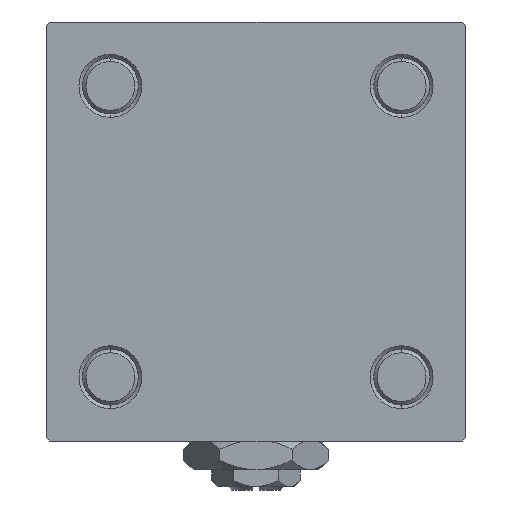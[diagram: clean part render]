
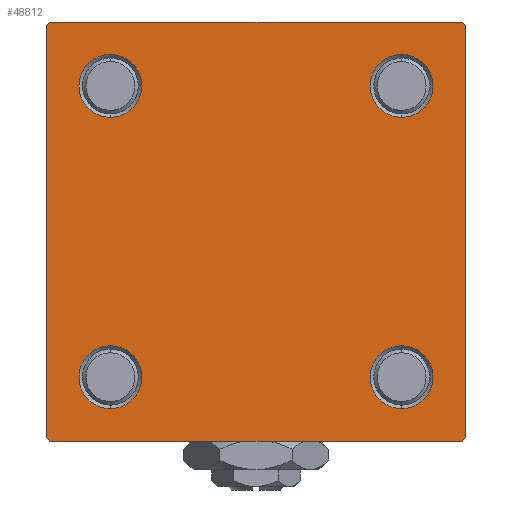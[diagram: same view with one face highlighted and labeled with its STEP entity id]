
A CAD part, left-side view. The second image highlights one B-rep face of the part: STEP entity #48812.
In plain terms, the highlighted planar face has unit normal (-1, 0, 0).
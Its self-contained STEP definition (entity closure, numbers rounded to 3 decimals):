
#192 = ORIENTED_EDGE ( 'NONE', *, *, #43101, .T. ) ;
#274 = DIRECTION ( 'NONE',  ( 0., 0., 1. ) ) ;
#310 = EDGE_CURVE ( 'NONE', #16264, #14035, #18017, .T. ) ;
#370 = DIRECTION ( 'NONE',  ( 1., 0., 0. ) ) ;
#892 = LINE ( 'NONE', #17321, #11103 ) ;
#1307 = CARTESIAN_POINT ( 'NONE',  ( 0., -20.85, 20.85 ) ) ;
#2533 = DIRECTION ( 'NONE',  ( 0., 0., 1. ) ) ;
#2658 = VERTEX_POINT ( 'NONE', #3704 ) ;
#2756 = CIRCLE ( 'NONE', #46098, 4.5 ) ;
#2832 = CIRCLE ( 'NONE', #50346, 4.5 ) ;
#3091 = ORIENTED_EDGE ( 'NONE', *, *, #25986, .T. ) ;
#3105 = ORIENTED_EDGE ( 'NONE', *, *, #40495, .F. ) ;
#3704 = CARTESIAN_POINT ( 'NONE',  ( 0., -20.85, -16.35 ) ) ;
#3797 = EDGE_CURVE ( 'NONE', #39459, #16264, #7813, .T. ) ;
#4465 = CARTESIAN_POINT ( 'NONE',  ( 0., 20.85, 20.85 ) ) ;
#4492 = DIRECTION ( 'NONE',  ( 1., 0., 0. ) ) ;
#4530 = ORIENTED_EDGE ( 'NONE', *, *, #4540, .T. ) ;
#4540 = EDGE_CURVE ( 'NONE', #2658, #51362, #10886, .T. ) ;
#4913 = ORIENTED_EDGE ( 'NONE', *, *, #14629, .T. ) ;
#5468 = VERTEX_POINT ( 'NONE', #36726 ) ;
#5732 = CARTESIAN_POINT ( 'NONE',  ( 0., 30., -29.5 ) ) ;
#7478 = ORIENTED_EDGE ( 'NONE', *, *, #39984, .F. ) ;
#7622 = CARTESIAN_POINT ( 'NONE',  ( 0., 30., -30. ) ) ;
#7813 = LINE ( 'NONE', #31543, #31686 ) ;
#8393 = CARTESIAN_POINT ( 'NONE',  ( 0., 20.85, -20.85 ) ) ;
#8513 = CARTESIAN_POINT ( 'NONE',  ( 0., 20.85, 16.35 ) ) ;
#8675 = EDGE_CURVE ( 'NONE', #17835, #35648, #22574, .T. ) ;
#9144 = DIRECTION ( 'NONE',  ( 1., 0., 0. ) ) ;
#9344 = VERTEX_POINT ( 'NONE', #43030 ) ;
#9518 = FACE_BOUND ( 'NONE', #9578, .T. ) ;
#9554 = CARTESIAN_POINT ( 'NONE',  ( 0., -29.75, 29.75 ) ) ;
#9578 = EDGE_LOOP ( 'NONE', ( #20223, #24710 ) ) ;
#9791 = CIRCLE ( 'NONE', #23079, 4.5 ) ;
#10043 = CARTESIAN_POINT ( 'NONE',  ( 0., -20.85, -20.85 ) ) ;
#10211 = DIRECTION ( 'NONE',  ( 0., 0., 1. ) ) ;
#10886 = CIRCLE ( 'NONE', #21722, 4.5 ) ;
#10909 = VERTEX_POINT ( 'NONE', #44272 ) ;
#11103 = VECTOR ( 'NONE', #33220, 1000. ) ;
#11636 = DIRECTION ( 'NONE',  ( 1., 0., 0. ) ) ;
#11795 = LINE ( 'NONE', #31600, #43952 ) ;
#11837 = ORIENTED_EDGE ( 'NONE', *, *, #39341, .T. ) ;
#11868 = CARTESIAN_POINT ( 'NONE',  ( 0., 29.5, -30. ) ) ;
#12170 = LINE ( 'NONE', #35889, #25609 ) ;
#12392 = CIRCLE ( 'NONE', #22363, 4.5 ) ;
#12413 = CARTESIAN_POINT ( 'NONE',  ( 0., 20.85, -20.85 ) ) ;
#13497 = VERTEX_POINT ( 'NONE', #27441 ) ;
#13846 = VERTEX_POINT ( 'NONE', #49322 ) ;
#14035 = VERTEX_POINT ( 'NONE', #11868 ) ;
#14201 = FACE_OUTER_BOUND ( 'NONE', #16790, .T. ) ;
#14262 = EDGE_CURVE ( 'NONE', #10909, #18092, #892, .T. ) ;
#14629 = EDGE_CURVE ( 'NONE', #5468, #31087, #2756, .T. ) ;
#15029 = ORIENTED_EDGE ( 'NONE', *, *, #44969, .T. ) ;
#16027 = CARTESIAN_POINT ( 'NONE',  ( 0., 20.85, 20.85 ) ) ;
#16082 = EDGE_CURVE ( 'NONE', #35648, #17835, #2832, .T. ) ;
#16264 = VERTEX_POINT ( 'NONE', #5732 ) ;
#16453 = AXIS2_PLACEMENT_3D ( 'NONE', #10043, #25947, #41858 ) ;
#16790 = EDGE_LOOP ( 'NONE', ( #32775, #46072, #15029, #29881, #7478, #51309, #3105, #3091 ) ) ;
#17321 = CARTESIAN_POINT ( 'NONE',  ( 0., -29.75, -29.75 ) ) ;
#17338 = FACE_BOUND ( 'NONE', #33262, .T. ) ;
#17835 = VERTEX_POINT ( 'NONE', #8513 ) ;
#17855 = PLANE ( 'NONE',  #35849 ) ;
#17883 = EDGE_LOOP ( 'NONE', ( #192, #49041 ) ) ;
#18017 = LINE ( 'NONE', #24374, #46546 ) ;
#18092 = VERTEX_POINT ( 'NONE', #49319 ) ;
#18396 = AXIS2_PLACEMENT_3D ( 'NONE', #16027, #370, #2533 ) ;
#20200 = DIRECTION ( 'NONE',  ( 1., 0., 0. ) ) ;
#20223 = ORIENTED_EDGE ( 'NONE', *, *, #16082, .T. ) ;
#20494 = CARTESIAN_POINT ( 'NONE',  ( 0., 29.75, 29.75 ) ) ;
#20578 = DIRECTION ( 'NONE',  ( 0., 0., -1. ) ) ;
#20859 = CARTESIAN_POINT ( 'NONE',  ( 0., 20.85, -16.35 ) ) ;
#21722 = AXIS2_PLACEMENT_3D ( 'NONE', #35625, #11636, #43456 ) ;
#22064 = DIRECTION ( 'NONE',  ( 0., 0.707, 0.707 ) ) ;
#22363 = AXIS2_PLACEMENT_3D ( 'NONE', #36627, #20200, #48881 ) ;
#22574 = CIRCLE ( 'NONE', #18396, 4.5 ) ;
#23079 = AXIS2_PLACEMENT_3D ( 'NONE', #12413, #35374, #43460 ) ;
#23235 = CARTESIAN_POINT ( 'NONE',  ( 0., 20.85, 25.35 ) ) ;
#23550 = DIRECTION ( 'NONE',  ( 0., -1., 0. ) ) ;
#23840 = CARTESIAN_POINT ( 'NONE',  ( 0., 30., 29.5 ) ) ;
#24374 = CARTESIAN_POINT ( 'NONE',  ( 0., 29.75, -29.75 ) ) ;
#24710 = ORIENTED_EDGE ( 'NONE', *, *, #8675, .T. ) ;
#25420 = FACE_BOUND ( 'NONE', #17883, .T. ) ;
#25609 = VECTOR ( 'NONE', #44489, 1000. ) ;
#25947 = DIRECTION ( 'NONE',  ( 1., 0., 0. ) ) ;
#25986 = EDGE_CURVE ( 'NONE', #13497, #39459, #26789, .T. ) ;
#26233 = LINE ( 'NONE', #9554, #27810 ) ;
#26789 = LINE ( 'NONE', #20494, #38620 ) ;
#26987 = EDGE_CURVE ( 'NONE', #9344, #49586, #26233, .T. ) ;
#27225 = CARTESIAN_POINT ( 'NONE',  ( 0., -29.5, 30. ) ) ;
#27260 = EDGE_CURVE ( 'NONE', #13846, #28993, #46957, .T. ) ;
#27441 = CARTESIAN_POINT ( 'NONE',  ( 0., 29.5, 30. ) ) ;
#27810 = VECTOR ( 'NONE', #22064, 1000. ) ;
#28938 = DIRECTION ( 'NONE',  ( 1., 0., 0. ) ) ;
#28993 = VERTEX_POINT ( 'NONE', #41594 ) ;
#29822 = EDGE_LOOP ( 'NONE', ( #4530, #11837 ) ) ;
#29881 = ORIENTED_EDGE ( 'NONE', *, *, #14262, .T. ) ;
#30093 = DIRECTION ( 'NONE',  ( 0., 0., 1. ) ) ;
#31087 = VERTEX_POINT ( 'NONE', #20859 ) ;
#31543 = CARTESIAN_POINT ( 'NONE',  ( 0., 30., 30. ) ) ;
#31600 = CARTESIAN_POINT ( 'NONE',  ( 0., 30., 30. ) ) ;
#31686 = VECTOR ( 'NONE', #20578, 1000. ) ;
#32775 = ORIENTED_EDGE ( 'NONE', *, *, #3797, .T. ) ;
#33220 = DIRECTION ( 'NONE',  ( 0., -0.707, 0.707 ) ) ;
#33262 = EDGE_LOOP ( 'NONE', ( #46887, #4913 ) ) ;
#35374 = DIRECTION ( 'NONE',  ( 1., 0., 0. ) ) ;
#35625 = CARTESIAN_POINT ( 'NONE',  ( 0., -20.85, -20.85 ) ) ;
#35648 = VERTEX_POINT ( 'NONE', #23235 ) ;
#35849 = AXIS2_PLACEMENT_3D ( 'NONE', #37664, #41072, #30093 ) ;
#35889 = CARTESIAN_POINT ( 'NONE',  ( 0., -30., 30. ) ) ;
#36050 = LINE ( 'NONE', #7622, #46489 ) ;
#36539 = DIRECTION ( 'NONE',  ( 0., 0., 1. ) ) ;
#36627 = CARTESIAN_POINT ( 'NONE',  ( 0., -20.85, 20.85 ) ) ;
#36726 = CARTESIAN_POINT ( 'NONE',  ( 0., 20.85, -25.35 ) ) ;
#37664 = CARTESIAN_POINT ( 'NONE',  ( 0., 0., 0. ) ) ;
#38620 = VECTOR ( 'NONE', #40588, 1000. ) ;
#39165 = EDGE_CURVE ( 'NONE', #31087, #5468, #9791, .T. ) ;
#39341 = EDGE_CURVE ( 'NONE', #51362, #2658, #43067, .T. ) ;
#39459 = VERTEX_POINT ( 'NONE', #23840 ) ;
#39984 = EDGE_CURVE ( 'NONE', #9344, #18092, #12170, .T. ) ;
#40284 = DIRECTION ( 'NONE',  ( 0., -0.707, -0.707 ) ) ;
#40495 = EDGE_CURVE ( 'NONE', #13497, #49586, #11795, .T. ) ;
#40588 = DIRECTION ( 'NONE',  ( 0., 0.707, -0.707 ) ) ;
#41072 = DIRECTION ( 'NONE',  ( -1., 0., 0. ) ) ;
#41594 = CARTESIAN_POINT ( 'NONE',  ( 0., -20.85, 25.35 ) ) ;
#41858 = DIRECTION ( 'NONE',  ( 0., 0., 1. ) ) ;
#42493 = CARTESIAN_POINT ( 'NONE',  ( 0., -20.85, -25.35 ) ) ;
#43030 = CARTESIAN_POINT ( 'NONE',  ( 0., -30., 29.5 ) ) ;
#43067 = CIRCLE ( 'NONE', #16453, 4.5 ) ;
#43101 = EDGE_CURVE ( 'NONE', #28993, #13846, #12392, .T. ) ;
#43456 = DIRECTION ( 'NONE',  ( 0., 0., 1. ) ) ;
#43460 = DIRECTION ( 'NONE',  ( 0., 0., 1. ) ) ;
#43952 = VECTOR ( 'NONE', #44115, 1000. ) ;
#44115 = DIRECTION ( 'NONE',  ( 0., -1., 0. ) ) ;
#44272 = CARTESIAN_POINT ( 'NONE',  ( 0., -29.5, -30. ) ) ;
#44489 = DIRECTION ( 'NONE',  ( 0., 0., -1. ) ) ;
#44969 = EDGE_CURVE ( 'NONE', #14035, #10909, #36050, .T. ) ;
#46072 = ORIENTED_EDGE ( 'NONE', *, *, #310, .T. ) ;
#46098 = AXIS2_PLACEMENT_3D ( 'NONE', #8393, #4492, #10211 ) ;
#46132 = AXIS2_PLACEMENT_3D ( 'NONE', #1307, #28938, #274 ) ;
#46489 = VECTOR ( 'NONE', #23550, 1000. ) ;
#46546 = VECTOR ( 'NONE', #40284, 1000. ) ;
#46887 = ORIENTED_EDGE ( 'NONE', *, *, #39165, .T. ) ;
#46957 = CIRCLE ( 'NONE', #46132, 4.5 ) ;
#48812 = ADVANCED_FACE ( 'NONE', ( #25420, #49918, #17338, #9518, #14201 ), #17855, .T. ) ;
#48881 = DIRECTION ( 'NONE',  ( 0., 0., 1. ) ) ;
#49041 = ORIENTED_EDGE ( 'NONE', *, *, #27260, .T. ) ;
#49319 = CARTESIAN_POINT ( 'NONE',  ( 0., -30., -29.5 ) ) ;
#49322 = CARTESIAN_POINT ( 'NONE',  ( 0., -20.85, 16.35 ) ) ;
#49586 = VERTEX_POINT ( 'NONE', #27225 ) ;
#49918 = FACE_BOUND ( 'NONE', #29822, .T. ) ;
#50346 = AXIS2_PLACEMENT_3D ( 'NONE', #4465, #9144, #36539 ) ;
#51309 = ORIENTED_EDGE ( 'NONE', *, *, #26987, .T. ) ;
#51362 = VERTEX_POINT ( 'NONE', #42493 ) ;
